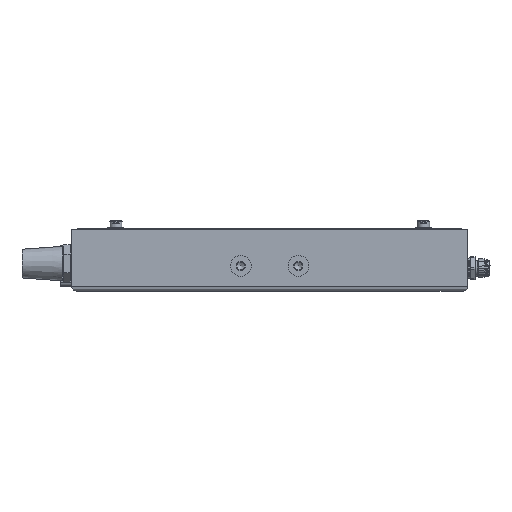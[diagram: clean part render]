
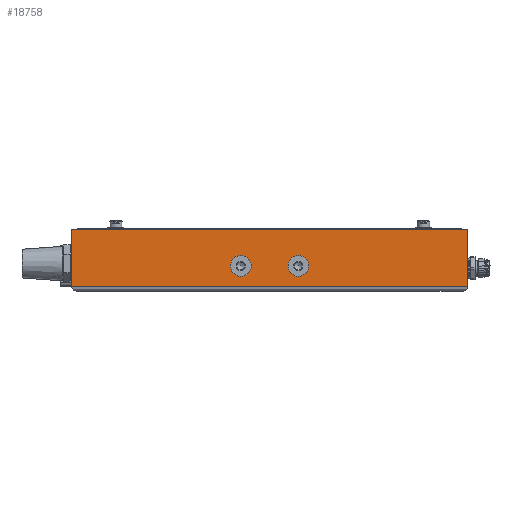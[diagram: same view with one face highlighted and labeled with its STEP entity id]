
A CAD part, left-side view. The second image highlights one B-rep face of the part: STEP entity #18758.
In plain terms, the highlighted face is planar.
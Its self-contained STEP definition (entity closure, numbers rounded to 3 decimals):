
#8466=CIRCLE('',#17693,4.5);
#8467=CIRCLE('',#17694,4.5);
#8942=ORIENTED_EDGE('',*,*,#11603,.T.);
#8943=ORIENTED_EDGE('',*,*,#11593,.F.);
#8944=ORIENTED_EDGE('',*,*,#11600,.F.);
#8945=ORIENTED_EDGE('',*,*,#11604,.F.);
#8946=ORIENTED_EDGE('',*,*,#11605,.F.);
#8947=ORIENTED_EDGE('',*,*,#11606,.F.);
#10469=VECTOR('',#13518,1.);
#10476=VECTOR('',#13527,1.);
#10479=VECTOR('',#13532,1.);
#10480=VECTOR('',#13533,1.);
#10750=LINE('',#15651,#10469);
#10757=LINE('',#15665,#10476);
#10760=LINE('',#15671,#10479);
#10761=LINE('',#15672,#10480);
#11031=VERTEX_POINT('',#15648);
#11032=VERTEX_POINT('',#15650);
#11038=VERTEX_POINT('',#15664);
#11040=VERTEX_POINT('',#15670);
#11041=VERTEX_POINT('',#15673);
#11042=VERTEX_POINT('',#15675);
#11593=EDGE_CURVE('',#11031,#11032,#10750,.T.);
#11600=EDGE_CURVE('',#11038,#11031,#10757,.T.);
#11603=EDGE_CURVE('',#11040,#11032,#10760,.T.);
#11604=EDGE_CURVE('',#11040,#11038,#10761,.T.);
#11605=EDGE_CURVE('',#11041,#11041,#8466,.T.);
#11606=EDGE_CURVE('',#11042,#11042,#8467,.T.);
#12364=EDGE_LOOP('',(#8942,#8943,#8944,#8945));
#12365=EDGE_LOOP('',(#8946));
#12366=EDGE_LOOP('',(#8947));
#12939=FACE_BOUND('',#12364,.T.);
#12940=FACE_BOUND('',#12365,.T.);
#12941=FACE_BOUND('',#12366,.T.);
#13518=DIRECTION('',(0.,172.,0.));
#13527=DIRECTION('',(0.,0.,25.));
#13530=DIRECTION('',(1.,0.,0.));
#13531=DIRECTION('',(0.,-1.,0.));
#13532=DIRECTION('',(0.,0.,25.));
#13533=DIRECTION('',(0.,-172.,0.));
#13534=DIRECTION('',(1.,0.,0.));
#13535=DIRECTION('',(0.,-4.5,0.));
#13536=DIRECTION('',(1.,0.,0.));
#13537=DIRECTION('',(0.,-4.5,0.));
#15648=CARTESIAN_POINT('',(1430.,0.,27.));
#15650=CARTESIAN_POINT('',(1430.,172.,27.));
#15651=CARTESIAN_POINT('',(1430.,0.,27.));
#15664=CARTESIAN_POINT('',(1430.,0.,2.));
#15665=CARTESIAN_POINT('',(1430.,0.,2.));
#15669=CARTESIAN_POINT('',(1430.,0.,0.));
#15670=CARTESIAN_POINT('',(1430.,172.,2.));
#15671=CARTESIAN_POINT('',(1430.,172.,2.));
#15672=CARTESIAN_POINT('',(1430.,172.,2.));
#15673=CARTESIAN_POINT('',(1430.,69.,11.));
#15674=CARTESIAN_POINT('',(1430.,73.5,11.));
#15675=CARTESIAN_POINT('',(1430.,94.,11.));
#15676=CARTESIAN_POINT('',(1430.,98.5,11.));
#17692=AXIS2_PLACEMENT_3D('',#15669,#13530,#13531);
#17693=AXIS2_PLACEMENT_3D('',#15674,#13534,#13535);
#17694=AXIS2_PLACEMENT_3D('',#15676,#13536,#13537);
#18617=PLANE('',#17692);
#18758=ADVANCED_FACE('',(#12939,#12940,#12941),#18617,.T.);
